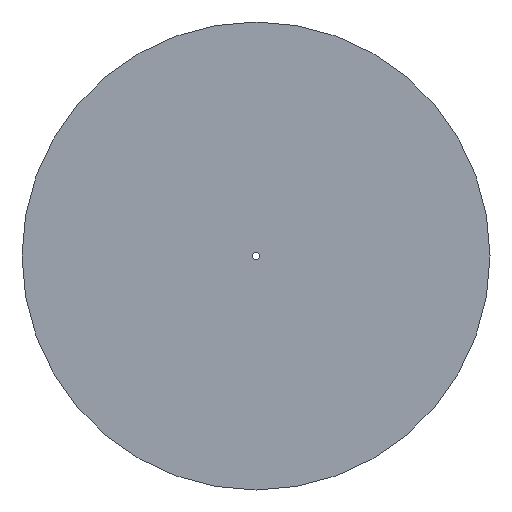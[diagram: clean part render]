
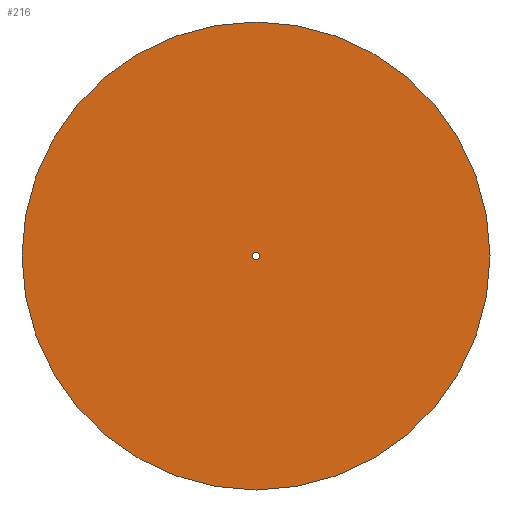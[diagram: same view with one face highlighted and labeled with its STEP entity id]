
A CAD part, front view. The second image highlights one B-rep face of the part: STEP entity #216.
In plain terms, the highlighted planar face has unit normal (0, -1, 0).
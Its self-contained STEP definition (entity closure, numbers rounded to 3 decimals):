
#36=FACE_BOUND('',#99,.T.);
#63=FACE_OUTER_BOUND('',#98,.T.);
#98=EDGE_LOOP('',(#188));
#99=EDGE_LOOP('',(#189));
#107=CIRCLE('',#234,0.5);
#117=CIRCLE('',#253,30.);
#125=VERTEX_POINT('',#358);
#135=VERTEX_POINT('',#387);
#143=EDGE_CURVE('',#125,#125,#107,.T.);
#153=EDGE_CURVE('',#135,#135,#117,.T.);
#188=ORIENTED_EDGE('',*,*,#153,.F.);
#189=ORIENTED_EDGE('',*,*,#143,.F.);
#198=PLANE('',#255);
#216=ADVANCED_FACE('',(#63,#36),#198,.F.);
#234=AXIS2_PLACEMENT_3D('',#359,#289,#290);
#253=AXIS2_PLACEMENT_3D('',#388,#327,#328);
#255=AXIS2_PLACEMENT_3D('',#390,#331,#332);
#289=DIRECTION('center_axis',(0.,-1.,0.));
#290=DIRECTION('ref_axis',(1.,0.,0.));
#327=DIRECTION('center_axis',(0.,1.,0.));
#328=DIRECTION('ref_axis',(1.,0.,0.));
#331=DIRECTION('center_axis',(0.,1.,0.));
#332=DIRECTION('ref_axis',(1.,0.,0.));
#358=CARTESIAN_POINT('',(-450.5,0.,-180.));
#359=CARTESIAN_POINT('Origin',(-450.,0.,-180.));
#387=CARTESIAN_POINT('',(-480.,0.,-180.));
#388=CARTESIAN_POINT('Origin',(-450.,0.,-180.));
#390=CARTESIAN_POINT('Origin',(-450.,0.,-180.));
